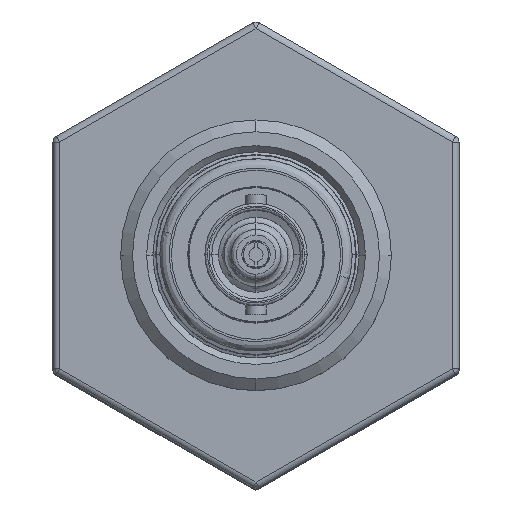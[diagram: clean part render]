
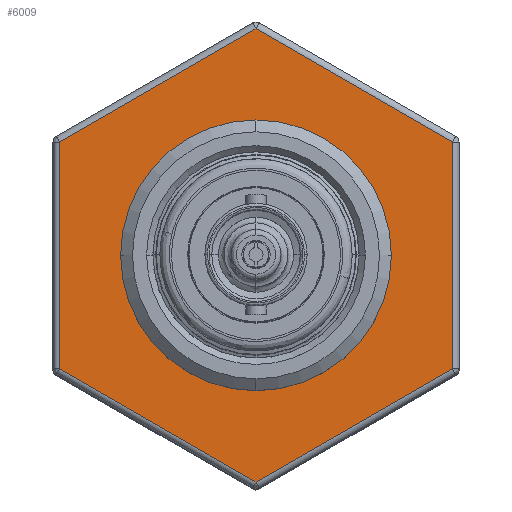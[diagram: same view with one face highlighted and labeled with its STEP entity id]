
A CAD part, top view. The second image highlights one B-rep face of the part: STEP entity #6009.
In plain terms, the highlighted planar face has unit normal (0, 0, 1).
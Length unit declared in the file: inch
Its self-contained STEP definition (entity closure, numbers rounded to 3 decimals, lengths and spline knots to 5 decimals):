
#1203 = CIRCLE ( 'NONE', #3968, 0.48088 ) ;
#1204 = LINE ( 'NONE', #2632, #1207 ) ;
#1207 = VECTOR ( 'NONE', #2634, 39.37008 ) ;
#1670 = AXIS2_PLACEMENT_3D ( 'NONE', #9257, #9251, #9250 ) ;
#2632 = CARTESIAN_POINT ( 'NONE',  ( 0.725, 0.41858, 2.097 ) ) ;
#2634 = DIRECTION ( 'NONE',  ( -0.866, 0.5, 0. ) ) ;
#2640 = CARTESIAN_POINT ( 'NONE',  ( 0., 0., 2.097 ) ) ;
#2641 = DIRECTION ( 'NONE',  ( 0., 0., 1. ) ) ;
#2642 = DIRECTION ( 'NONE',  ( 1., 0., 0. ) ) ;
#3008 = AXIS2_PLACEMENT_3D ( 'NONE', #13666, #13667, #13668 ) ;
#3761 = EDGE_CURVE ( 'NONE', #12978, #12975, #9989, .T. ) ;
#3762 = EDGE_CURVE ( 'NONE', #12975, #12977, #9983, .T. ) ;
#3763 = EDGE_CURVE ( 'NONE', #12977, #12976, #9980, .T. ) ;
#3764 = EDGE_CURVE ( 'NONE', #12976, #12979, #9978, .T. ) ;
#3765 = EDGE_CURVE ( 'NONE', #12979, #12972, #9976, .T. ) ;
#3968 = AXIS2_PLACEMENT_3D ( 'NONE', #2640, #2641, #2642 ) ;
#4733 = EDGE_LOOP ( 'NONE', ( #12999, #13000, #13001, #13002, #13003, #13004 ) ) ;
#4734 = EDGE_LOOP ( 'NONE', ( #12997, #12998 ) ) ;
#5807 = CARTESIAN_POINT ( 'NONE',  ( -0.48088, 0., 2.097 ) ) ;
#5814 = CARTESIAN_POINT ( 'NONE',  ( 0.48088, 0., 2.097 ) ) ;
#5869 = CARTESIAN_POINT ( 'NONE',  ( 0.725, 0.41858, 2.097 ) ) ;
#5872 = CARTESIAN_POINT ( 'NONE',  ( -0.725, 0.41858, 2.097 ) ) ;
#5873 = CARTESIAN_POINT ( 'NONE',  ( 0., -0.83716, 2.097 ) ) ;
#5874 = CARTESIAN_POINT ( 'NONE',  ( -0.725, -0.41858, 2.097 ) ) ;
#5875 = CARTESIAN_POINT ( 'NONE',  ( 0., 0.83716, 2.097 ) ) ;
#5876 = CARTESIAN_POINT ( 'NONE',  ( 0.725, -0.41858, 2.097 ) ) ;
#6009 = ADVANCED_FACE ( 'NONE', ( #8835, #8831 ), #9253, .T. ) ;
#8035 = CIRCLE ( 'NONE', #3008, 0.48088 ) ;
#8831 = FACE_OUTER_BOUND ( 'NONE', #4733, .T. ) ;
#8835 = FACE_BOUND ( 'NONE', #4734, .T. ) ;
#8900 = DIRECTION ( 'NONE',  ( 0.866, -0.5, 0. ) ) ;
#8915 = CARTESIAN_POINT ( 'NONE',  ( -0.725, -0.41858, 2.097 ) ) ;
#8957 = CARTESIAN_POINT ( 'NONE',  ( 0., 0.83716, 2.097 ) ) ;
#8959 = CARTESIAN_POINT ( 'NONE',  ( -0.725, 1.29904, 2.097 ) ) ;
#9232 = DIRECTION ( 'NONE',  ( 0., 1., 0. ) ) ;
#9242 = CARTESIAN_POINT ( 'NONE',  ( 0.725, 1.29904, 2.097 ) ) ;
#9250 = DIRECTION ( 'NONE',  ( 1., 0., 0. ) ) ;
#9251 = DIRECTION ( 'NONE',  ( 0., 0., 1. ) ) ;
#9253 = PLANE ( 'NONE',  #1670 ) ;
#9257 = CARTESIAN_POINT ( 'NONE',  ( -0.75, 1.29904, 2.097 ) ) ;
#9551 = DIRECTION ( 'NONE',  ( 0.866, 0.5, 0. ) ) ;
#9603 = CARTESIAN_POINT ( 'NONE',  ( 0., -0.83716, 2.097 ) ) ;
#9664 = DIRECTION ( 'NONE',  ( 0., -1., 0. ) ) ;
#9780 = DIRECTION ( 'NONE',  ( -0.866, -0.5, 0. ) ) ;
#9973 = VECTOR ( 'NONE', #9232, 39.37008 ) ;
#9975 = VECTOR ( 'NONE', #9551, 39.37008 ) ;
#9976 = LINE ( 'NONE', #9242, #9973 ) ;
#9977 = VECTOR ( 'NONE', #8900, 39.37008 ) ;
#9978 = LINE ( 'NONE', #9603, #9975 ) ;
#9979 = VECTOR ( 'NONE', #9664, 39.37008 ) ;
#9980 = LINE ( 'NONE', #8915, #9977 ) ;
#9981 = VECTOR ( 'NONE', #9780, 39.37008 ) ;
#9983 = LINE ( 'NONE', #8959, #9979 ) ;
#9989 = LINE ( 'NONE', #8957, #9981 ) ;
#11256 = EDGE_CURVE ( 'NONE', #12904, #12897, #8035, .T. ) ;
#12437 = EDGE_CURVE ( 'NONE', #12972, #12978, #1204, .T. ) ;
#12439 = EDGE_CURVE ( 'NONE', #12897, #12904, #1203, .T. ) ;
#12897 = VERTEX_POINT ( 'NONE', #5807 ) ;
#12904 = VERTEX_POINT ( 'NONE', #5814 ) ;
#12972 = VERTEX_POINT ( 'NONE', #5869 ) ;
#12975 = VERTEX_POINT ( 'NONE', #5872 ) ;
#12976 = VERTEX_POINT ( 'NONE', #5873 ) ;
#12977 = VERTEX_POINT ( 'NONE', #5874 ) ;
#12978 = VERTEX_POINT ( 'NONE', #5875 ) ;
#12979 = VERTEX_POINT ( 'NONE', #5876 ) ;
#12997 = ORIENTED_EDGE ( 'NONE', *, *, #11256, .F. ) ;
#12998 = ORIENTED_EDGE ( 'NONE', *, *, #12439, .F. ) ;
#12999 = ORIENTED_EDGE ( 'NONE', *, *, #3765, .T. ) ;
#13000 = ORIENTED_EDGE ( 'NONE', *, *, #12437, .T. ) ;
#13001 = ORIENTED_EDGE ( 'NONE', *, *, #3761, .T. ) ;
#13002 = ORIENTED_EDGE ( 'NONE', *, *, #3762, .T. ) ;
#13003 = ORIENTED_EDGE ( 'NONE', *, *, #3763, .T. ) ;
#13004 = ORIENTED_EDGE ( 'NONE', *, *, #3764, .T. ) ;
#13666 = CARTESIAN_POINT ( 'NONE',  ( 0., 0., 2.097 ) ) ;
#13667 = DIRECTION ( 'NONE',  ( 0., 0., 1. ) ) ;
#13668 = DIRECTION ( 'NONE',  ( 1., 0., 0. ) ) ;
